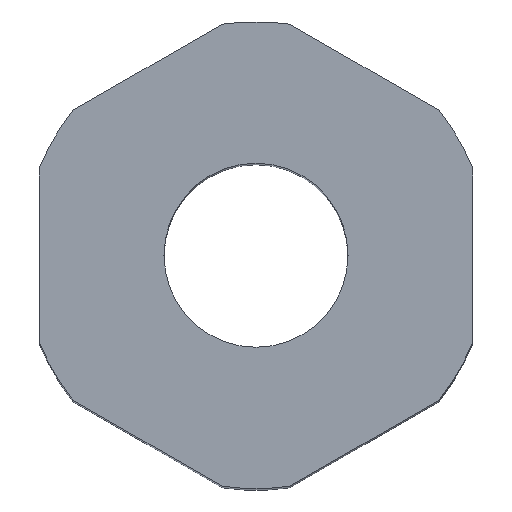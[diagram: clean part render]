
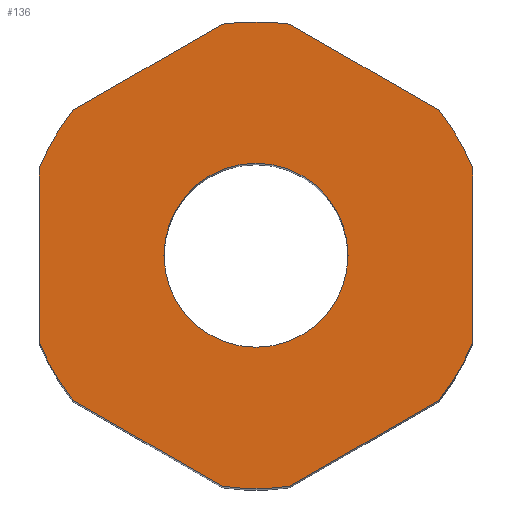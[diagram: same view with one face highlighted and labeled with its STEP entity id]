
A CAD part, top view. The second image highlights one B-rep face of the part: STEP entity #136.
In plain terms, the highlighted planar face has unit normal (0, 0, 1).
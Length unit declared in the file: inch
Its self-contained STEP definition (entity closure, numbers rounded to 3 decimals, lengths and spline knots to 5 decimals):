
#1 = ORIENTED_EDGE ( 'NONE', *, *, #69, .F. ) ;
#8 = CARTESIAN_POINT ( 'NONE',  ( 0.1875, 0., 0.375 ) ) ;
#9 = DIRECTION ( 'NONE',  ( 1., 0., 0. ) ) ;
#11 = CARTESIAN_POINT ( 'NONE',  ( 0., 0., 0.375 ) ) ;
#18 = DIRECTION ( 'NONE',  ( 0., 0., 1. ) ) ;
#22 = DIRECTION ( 'NONE',  ( 1., 0., 0. ) ) ;
#23 = EDGE_CURVE ( 'NONE', #521, #143, #419, .T. ) ;
#24 = ORIENTED_EDGE ( 'NONE', *, *, #475, .T. ) ;
#29 = DIRECTION ( 'NONE',  ( 0., 0., 1. ) ) ;
#31 = DIRECTION ( 'NONE',  ( 1., 0., 0. ) ) ;
#34 = AXIS2_PLACEMENT_3D ( 'NONE', #255, #398, #443 ) ;
#44 = CIRCLE ( 'NONE', #359, 0.20177 ) ;
#45 = DIRECTION ( 'NONE',  ( 0., 0., 1. ) ) ;
#46 = EDGE_LOOP ( 'NONE', ( #1, #82 ) ) ;
#53 = CIRCLE ( 'NONE', #325, 0.20177 ) ;
#57 = LINE ( 'NONE', #429, #487 ) ;
#62 = CIRCLE ( 'NONE', #579, 0.0795 ) ;
#66 = DIRECTION ( 'NONE',  ( 1., 0., 0. ) ) ;
#69 = EDGE_CURVE ( 'NONE', #416, #77, #62, .T. ) ;
#75 = CARTESIAN_POINT ( 'NONE',  ( 0., 0., 0.375 ) ) ;
#77 = VERTEX_POINT ( 'NONE', #200 ) ;
#80 = CARTESIAN_POINT ( 'NONE',  ( 0.0795, 0., 0.375 ) ) ;
#82 = ORIENTED_EDGE ( 'NONE', *, *, #549, .F. ) ;
#88 = EDGE_CURVE ( 'NONE', #310, #407, #57, .T. ) ;
#90 = ORIENTED_EDGE ( 'NONE', *, *, #303, .T. ) ;
#93 = EDGE_CURVE ( 'NONE', #143, #399, #102, .T. ) ;
#94 = DIRECTION ( 'NONE',  ( 1., 0., 0. ) ) ;
#102 = CIRCLE ( 'NONE', #144, 0.20177 ) ;
#103 = LINE ( 'NONE', #427, #561 ) ;
#106 = CARTESIAN_POINT ( 'NONE',  ( -0.1875, 0.07454, 0.375 ) ) ;
#113 = CIRCLE ( 'NONE', #544, 0.20177 ) ;
#126 = DIRECTION ( 'NONE',  ( -0.866, 0.5, 0. ) ) ;
#136 = ADVANCED_FACE ( 'NONE', ( #353, #572 ), #444, .T. ) ;
#143 = VERTEX_POINT ( 'NONE', #523 ) ;
#144 = AXIS2_PLACEMENT_3D ( 'NONE', #11, #382, #22 ) ;
#150 = DIRECTION ( 'NONE',  ( 0., -1., 0. ) ) ;
#156 = DIRECTION ( 'NONE',  ( 0., 1., 0. ) ) ;
#165 = AXIS2_PLACEMENT_3D ( 'NONE', #169, #254, #533 ) ;
#169 = CARTESIAN_POINT ( 'NONE',  ( 0., 0., 0.375 ) ) ;
#172 = VERTEX_POINT ( 'NONE', #395 ) ;
#175 = CARTESIAN_POINT ( 'NONE',  ( 0.1583, 0.12511, 0.375 ) ) ;
#180 = EDGE_CURVE ( 'NONE', #543, #584, #113, .T. ) ;
#184 = EDGE_CURVE ( 'NONE', #457, #256, #422, .T. ) ;
#189 = ORIENTED_EDGE ( 'NONE', *, *, #531, .T. ) ;
#199 = EDGE_CURVE ( 'NONE', #256, #315, #344, .T. ) ;
#200 = CARTESIAN_POINT ( 'NONE',  ( -0.0795, 0., 0.375 ) ) ;
#224 = CARTESIAN_POINT ( 'NONE',  ( 0., 0., 0.375 ) ) ;
#236 = CARTESIAN_POINT ( 'NONE',  ( 0.09375, -0.16238, 0.375 ) ) ;
#243 = EDGE_CURVE ( 'NONE', #407, #521, #53, .T. ) ;
#244 = DIRECTION ( 'NONE',  ( 0.866, 0.5, 0. ) ) ;
#246 = DIRECTION ( 'NONE',  ( 0., 0., 1. ) ) ;
#247 = LINE ( 'NONE', #236, #477 ) ;
#248 = DIRECTION ( 'NONE',  ( -0.866, -0.5, 0. ) ) ;
#254 = DIRECTION ( 'NONE',  ( 0., 0., 1. ) ) ;
#255 = CARTESIAN_POINT ( 'NONE',  ( 0., 0., 0.375 ) ) ;
#256 = VERTEX_POINT ( 'NONE', #175 ) ;
#264 = CARTESIAN_POINT ( 'NONE',  ( 0.09375, 0.16238, 0.375 ) ) ;
#269 = VECTOR ( 'NONE', #156, 39.37008 ) ;
#272 = CARTESIAN_POINT ( 'NONE',  ( 0.0292, 0.19965, 0.375 ) ) ;
#294 = CIRCLE ( 'NONE', #402, 0.0795 ) ;
#303 = EDGE_CURVE ( 'NONE', #315, #310, #525, .T. ) ;
#305 = ORIENTED_EDGE ( 'NONE', *, *, #580, .T. ) ;
#310 = VERTEX_POINT ( 'NONE', #581 ) ;
#314 = VECTOR ( 'NONE', #126, 39.37008 ) ;
#315 = VERTEX_POINT ( 'NONE', #272 ) ;
#325 = AXIS2_PLACEMENT_3D ( 'NONE', #75, #29, #488 ) ;
#329 = CARTESIAN_POINT ( 'NONE',  ( 0.1875, 0.07454, 0.375 ) ) ;
#335 = CARTESIAN_POINT ( 'NONE',  ( 0.0292, -0.19965, 0.375 ) ) ;
#338 = VERTEX_POINT ( 'NONE', #404 ) ;
#342 = AXIS2_PLACEMENT_3D ( 'NONE', #224, #45, #31 ) ;
#344 = LINE ( 'NONE', #264, #314 ) ;
#353 = FACE_BOUND ( 'NONE', #46, .T. ) ;
#359 = AXIS2_PLACEMENT_3D ( 'NONE', #420, #378, #462 ) ;
#367 = CARTESIAN_POINT ( 'NONE',  ( -0.1583, -0.12511, 0.375 ) ) ;
#378 = DIRECTION ( 'NONE',  ( 0., 0., 1. ) ) ;
#382 = DIRECTION ( 'NONE',  ( 0., 0., 1. ) ) ;
#395 = CARTESIAN_POINT ( 'NONE',  ( 0.1583, -0.12511, 0.375 ) ) ;
#398 = DIRECTION ( 'NONE',  ( 0., 0., 1. ) ) ;
#399 = VERTEX_POINT ( 'NONE', #367 ) ;
#402 = AXIS2_PLACEMENT_3D ( 'NONE', #469, #552, #94 ) ;
#404 = CARTESIAN_POINT ( 'NONE',  ( 0.1875, -0.07454, 0.375 ) ) ;
#407 = VERTEX_POINT ( 'NONE', #450 ) ;
#416 = VERTEX_POINT ( 'NONE', #80 ) ;
#418 = DIRECTION ( 'NONE',  ( 0.866, -0.5, 0. ) ) ;
#419 = LINE ( 'NONE', #557, #506 ) ;
#420 = CARTESIAN_POINT ( 'NONE',  ( 0., 0., 0.375 ) ) ;
#422 = CIRCLE ( 'NONE', #165, 0.20177 ) ;
#427 = CARTESIAN_POINT ( 'NONE',  ( -0.09375, -0.16238, 0.375 ) ) ;
#429 = CARTESIAN_POINT ( 'NONE',  ( -0.09375, 0.16238, 0.375 ) ) ;
#438 = ORIENTED_EDGE ( 'NONE', *, *, #180, .T. ) ;
#441 = ORIENTED_EDGE ( 'NONE', *, *, #93, .T. ) ;
#443 = DIRECTION ( 'NONE',  ( 1., 0., 0. ) ) ;
#444 = PLANE ( 'NONE',  #34 ) ;
#450 = CARTESIAN_POINT ( 'NONE',  ( -0.1583, 0.12511, 0.375 ) ) ;
#457 = VERTEX_POINT ( 'NONE', #329 ) ;
#459 = ORIENTED_EDGE ( 'NONE', *, *, #88, .T. ) ;
#461 = ORIENTED_EDGE ( 'NONE', *, *, #512, .T. ) ;
#462 = DIRECTION ( 'NONE',  ( 1., 0., 0. ) ) ;
#465 = CARTESIAN_POINT ( 'NONE',  ( -0.0292, -0.19965, 0.375 ) ) ;
#469 = CARTESIAN_POINT ( 'NONE',  ( 0., 0., 0.375 ) ) ;
#475 = EDGE_CURVE ( 'NONE', #584, #172, #247, .T. ) ;
#477 = VECTOR ( 'NONE', #244, 39.37008 ) ;
#481 = EDGE_LOOP ( 'NONE', ( #305, #494, #554, #90, #459, #535, #484, #441, #189, #438, #24, #461 ) ) ;
#484 = ORIENTED_EDGE ( 'NONE', *, *, #23, .T. ) ;
#487 = VECTOR ( 'NONE', #248, 39.37008 ) ;
#488 = DIRECTION ( 'NONE',  ( 1., 0., 0. ) ) ;
#494 = ORIENTED_EDGE ( 'NONE', *, *, #184, .T. ) ;
#506 = VECTOR ( 'NONE', #150, 39.37008 ) ;
#512 = EDGE_CURVE ( 'NONE', #172, #338, #44, .T. ) ;
#516 = CARTESIAN_POINT ( 'NONE',  ( 0., 0., 0.375 ) ) ;
#521 = VERTEX_POINT ( 'NONE', #106 ) ;
#523 = CARTESIAN_POINT ( 'NONE',  ( -0.1875, -0.07454, 0.375 ) ) ;
#525 = CIRCLE ( 'NONE', #342, 0.20177 ) ;
#531 = EDGE_CURVE ( 'NONE', #399, #543, #103, .T. ) ;
#533 = DIRECTION ( 'NONE',  ( 1., 0., 0. ) ) ;
#535 = ORIENTED_EDGE ( 'NONE', *, *, #243, .T. ) ;
#543 = VERTEX_POINT ( 'NONE', #465 ) ;
#544 = AXIS2_PLACEMENT_3D ( 'NONE', #569, #18, #66 ) ;
#549 = EDGE_CURVE ( 'NONE', #77, #416, #294, .T. ) ;
#552 = DIRECTION ( 'NONE',  ( 0., 0., 1. ) ) ;
#554 = ORIENTED_EDGE ( 'NONE', *, *, #199, .T. ) ;
#555 = LINE ( 'NONE', #8, #269 ) ;
#557 = CARTESIAN_POINT ( 'NONE',  ( -0.1875, 0., 0.375 ) ) ;
#561 = VECTOR ( 'NONE', #418, 39.37008 ) ;
#569 = CARTESIAN_POINT ( 'NONE',  ( 0., 0., 0.375 ) ) ;
#572 = FACE_OUTER_BOUND ( 'NONE', #481, .T. ) ;
#579 = AXIS2_PLACEMENT_3D ( 'NONE', #516, #246, #9 ) ;
#580 = EDGE_CURVE ( 'NONE', #338, #457, #555, .T. ) ;
#581 = CARTESIAN_POINT ( 'NONE',  ( -0.0292, 0.19965, 0.375 ) ) ;
#584 = VERTEX_POINT ( 'NONE', #335 ) ;
